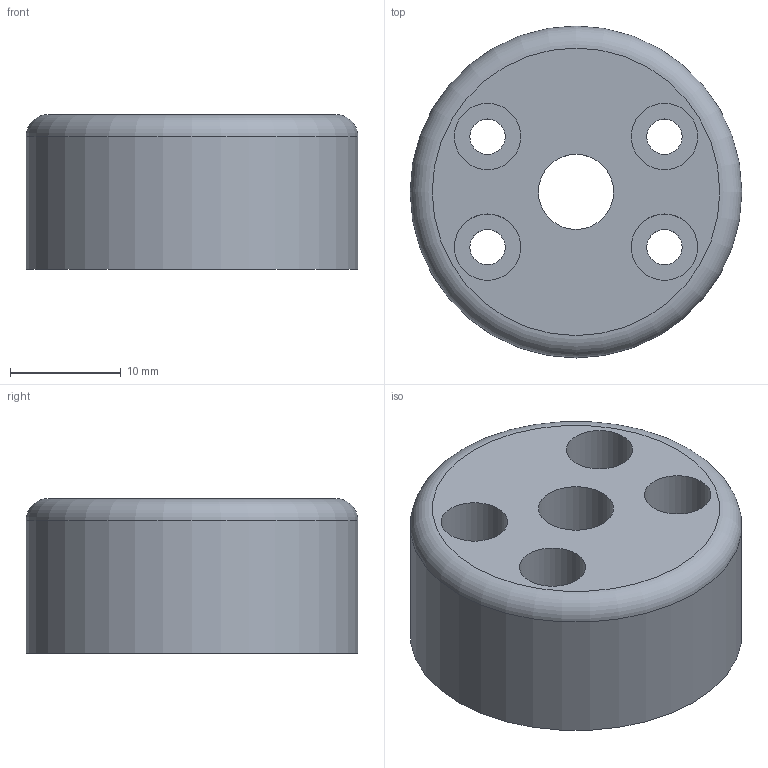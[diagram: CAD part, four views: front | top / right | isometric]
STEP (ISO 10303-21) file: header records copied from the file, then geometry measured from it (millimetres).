
FILE_DESCRIPTION(('FreeCAD Model'),'2;1');
FILE_NAME('Chapeau-pivot.step','2015-11-25T22:49:19',('Author'),(''), 'Open CASCADE STEP processor 6.8','FreeCAD','Unknown');
FILE_SCHEMA(('AUTOMOTIVE_DESIGN_CC2 { 1 2 10303 214 -1 1 5 4 }'));
Length unit declared in the file: millimetre
Products named in the file (2): ASSEMBLY; Pocket002
Assembly tree (1 placements, depth 2):
  ASSEMBLY
    Pocket002
Bounding box: 30 x 30 x 14 mm (x, y, z)
Volume: 7913.9 mm3; surface area: 3686.1 mm2
Topology: 1 solids, 1 shells, 24 faces, 50 edges, 33 vertices
Faces by surface type: plane 13, cylinder 10, torus 1
Full cylindrical faces by diameter (mm): 3.2 x4, 6 x4, 6.8 x1, 30 x1
Entity records: 1402 total; most frequent: CARTESIAN_POINT 299, DIRECTION 209, LINE 108, VECTOR 108, ORIENTED_EDGE 100, PCURVE 100, DEFINITIONAL_REPRESENTATION 100, EDGE_CURVE 50
